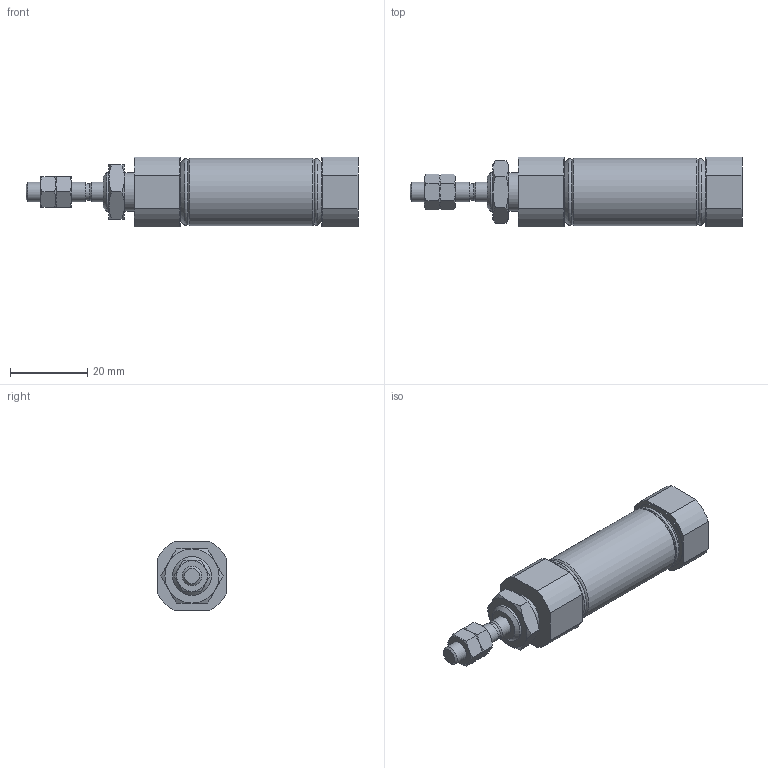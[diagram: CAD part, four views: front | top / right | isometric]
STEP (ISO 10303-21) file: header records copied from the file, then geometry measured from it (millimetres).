
FILE_DESCRIPTION( ( 'STEP AP214' ), '1' );
FILE_NAME( 'PB16x10R_0_+__.stp', '2025-06-29T09:13:55', ( '' ), ( '' ), ' ', 'PARTsolutions', ' ' );
FILE_SCHEMA( ( 'AUTOMOTIVE_DESIGN { 1 0 10303 214 1 1 1 1 }' ) );
Length unit declared in the file: millimetre
Products named in the file (5): PB16x10R(0)+(); _16PB10RBody; _16PB10RRod; _PB16nut; _164nut1
Assembly tree (5 placements, depth 2):
  PB16x10R(0)+()
    _16PB10RBody
    _16PB10RRod
    _PB16nut
    _164nut1  x2
Bounding box: 86 x 18 x 18 mm (x, y, z)
Volume: 14391.1 mm3; surface area: 9413.6 mm2
Topology: 5 solids, 5 shells, 124 faces, 256 edges, 152 vertices
Faces by surface type: cone 51, plane 46, cylinder 23, torus 4
Full cylindrical faces by diameter (mm): 4.134 x4, 4.38 x1, 5 x3, 8.376 x1, 10 x1, 15.5 x1, 16 x1, 17.4 x1, 17.8 x2
Entity records: 3596 total; most frequent: CARTESIAN_POINT 708, DIRECTION 424, ORIENTED_EDGE 352, AXIS2_PLACEMENT_3D 190, EDGE_CURVE 176, EDGE_LOOP 148, VERTEX_POINT 126, FACE_OUTER_BOUND 119
